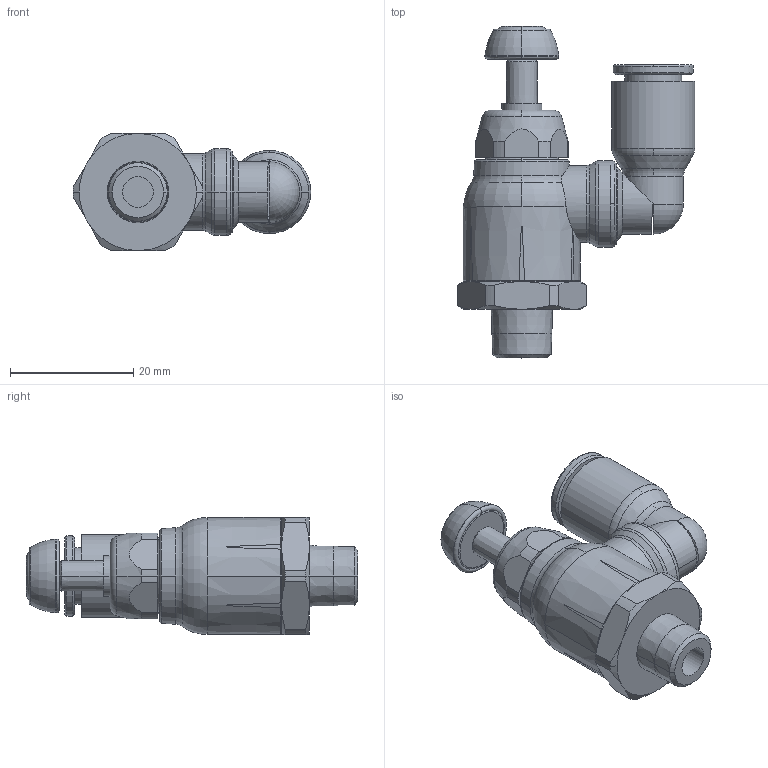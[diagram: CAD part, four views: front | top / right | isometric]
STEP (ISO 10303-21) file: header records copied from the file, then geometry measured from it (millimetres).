
FILE_DESCRIPTION(('STEP AP214'),'1');
FILE_NAME('7045_08_10.stp','2016-07-07T14:14:21',('TraceParts'),('TraceParts S.A.'),'Spatial InterOp 3D',' ',' ');
FILE_SCHEMA(('automotive_design'));
Length unit declared in the file: millimetre
Products named in the file (1): 1
Bounding box: 38.59 x 53.9 x 19 mm (x, y, z)
Volume: 13171.9 mm3; surface area: 6174.8 mm2
Topology: 1 solids, 2 shells, 191 faces, 496 edges, 314 vertices
Faces by surface type: cone 64, cylinder 46, torus 40, plane 38, revolution 3
Entity records: 6393 total; most frequent: CARTESIAN_POINT 1704, DIRECTION 1086, ORIENTED_EDGE 958, AXIS2_PLACEMENT_3D 480, EDGE_CURVE 479, VERTEX_POINT 308, CIRCLE 281, EDGE_LOOP 207
